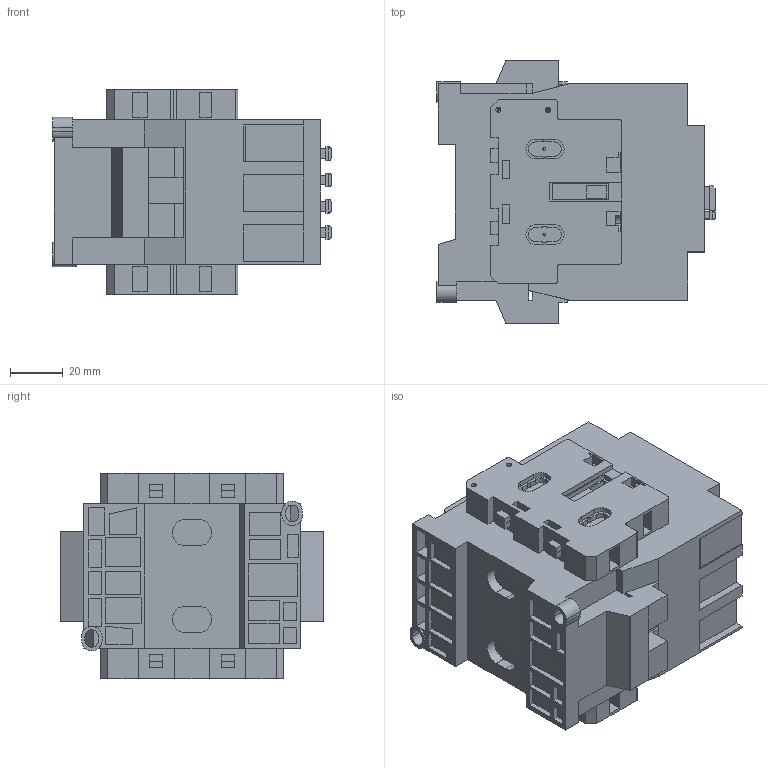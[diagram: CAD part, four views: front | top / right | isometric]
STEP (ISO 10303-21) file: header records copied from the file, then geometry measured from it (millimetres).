
FILE_DESCRIPTION (( 'STEP AP214' ), '1' );
FILE_NAME ('B3TF3422-0AK6.STEP', '2014-05-13T08:39:03', ( '' ), ( '' ), 'SwSTEP 2.0', 'SolidWorks 2013', '' );
FILE_SCHEMA (( 'AUTOMOTIVE_DESIGN' ));
Length unit declared in the file: millimetre
Products named in the file (1): B3TF3422-0AK6
Bounding box: 105.9 x 100 x 78 mm (x, y, z)
Volume: 484114.6 mm3; surface area: 57612.1 mm2
Topology: 1 solids, 1 shells, 994 faces, 2550 edges, 1679 vertices
Faces by surface type: plane 804, cylinder 140, bspline 50
Entity records: 32221 total; most frequent: CARTESIAN_POINT 8122, ORIENTED_EDGE 5100, DIRECTION 4581, EDGE_CURVE 2550, VECTOR 2177, LINE 2177, VERTEX_POINT 1679, AXIS2_PLACEMENT_3D 1202
